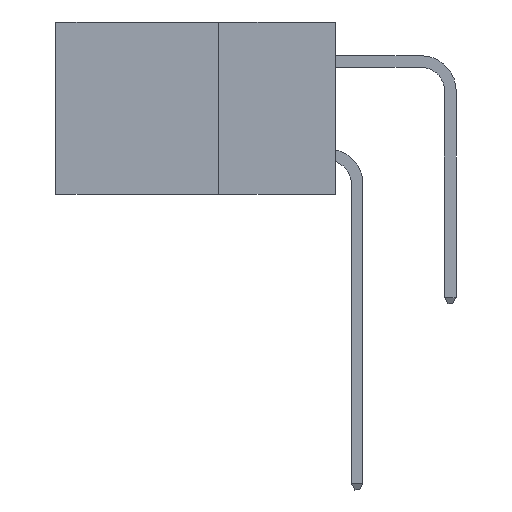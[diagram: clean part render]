
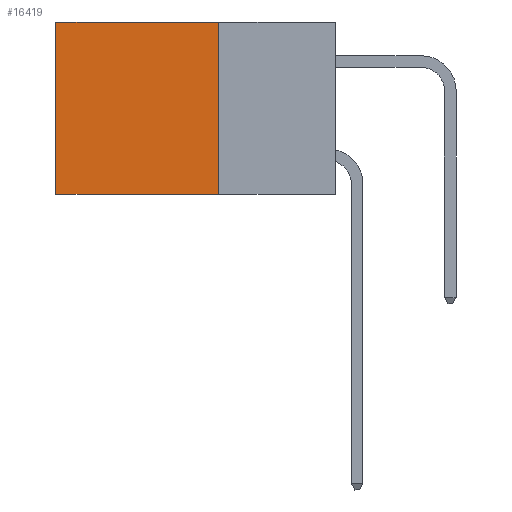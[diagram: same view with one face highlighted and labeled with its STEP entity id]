
A CAD part, left-side view. The second image highlights one B-rep face of the part: STEP entity #16419.
In plain terms, the highlighted planar face has unit normal (-1, 0, 0).
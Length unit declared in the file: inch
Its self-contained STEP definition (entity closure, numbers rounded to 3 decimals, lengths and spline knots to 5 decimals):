
#206 = CARTESIAN_POINT ( 'NONE',  ( 0.2875, 0.25, -0.37 ) ) ;
#790 = CARTESIAN_POINT ( 'NONE',  ( 0.2875, 0.25, 0. ) ) ;
#1390 = AXIS2_PLACEMENT_3D ( 'NONE', #8019, #15081, #8103 ) ;
#1720 = CARTESIAN_POINT ( 'NONE',  ( 0.2875, 0.6, 0. ) ) ;
#2530 = LINE ( 'NONE', #790, #10889 ) ;
#2590 = CARTESIAN_POINT ( 'NONE',  ( 0.2875, 0.25, 0. ) ) ;
#2997 = DIRECTION ( 'NONE',  ( 0., 0., -1. ) ) ;
#3075 = PLANE ( 'NONE',  #1390 ) ;
#3675 = FACE_OUTER_BOUND ( 'NONE', #4997, .T. ) ;
#4593 = VERTEX_POINT ( 'NONE', #1720 ) ;
#4722 = EDGE_CURVE ( 'NONE', #4593, #17442, #10586, .T. ) ;
#4997 = EDGE_LOOP ( 'NONE', ( #5868, #20915, #15526, #14355 ) ) ;
#5868 = ORIENTED_EDGE ( 'NONE', *, *, #4722, .T. ) ;
#8019 = CARTESIAN_POINT ( 'NONE',  ( 0.2875, 0.25, 0. ) ) ;
#8103 = DIRECTION ( 'NONE',  ( 0., 0., -1. ) ) ;
#8297 = CARTESIAN_POINT ( 'NONE',  ( 0.2875, 0.25, 0. ) ) ;
#8881 = DIRECTION ( 'NONE',  ( 0., 0., -1. ) ) ;
#10024 = VERTEX_POINT ( 'NONE', #206 ) ;
#10586 = LINE ( 'NONE', #12520, #16232 ) ;
#10889 = VECTOR ( 'NONE', #19837, 39.37008 ) ;
#11644 = CARTESIAN_POINT ( 'NONE',  ( 0.2875, 0.6, -0.37 ) ) ;
#12520 = CARTESIAN_POINT ( 'NONE',  ( 0.2875, 0.6, 0. ) ) ;
#13094 = EDGE_CURVE ( 'NONE', #16939, #10024, #15862, .T. ) ;
#14355 = ORIENTED_EDGE ( 'NONE', *, *, #21582, .T. ) ;
#15081 = DIRECTION ( 'NONE',  ( 1., 0., 0. ) ) ;
#15526 = ORIENTED_EDGE ( 'NONE', *, *, #13094, .F. ) ;
#15774 = DIRECTION ( 'NONE',  ( 0., 1., 0. ) ) ;
#15862 = LINE ( 'NONE', #8297, #22057 ) ;
#16232 = VECTOR ( 'NONE', #8881, 39.37008 ) ;
#16419 = ADVANCED_FACE ( 'NONE', ( #3675 ), #3075, .F. ) ;
#16939 = VERTEX_POINT ( 'NONE', #2590 ) ;
#17354 = EDGE_CURVE ( 'NONE', #10024, #17442, #17641, .T. ) ;
#17442 = VERTEX_POINT ( 'NONE', #11644 ) ;
#17641 = LINE ( 'NONE', #20532, #19010 ) ;
#19010 = VECTOR ( 'NONE', #15774, 39.37008 ) ;
#19837 = DIRECTION ( 'NONE',  ( 0., 1., 0. ) ) ;
#20532 = CARTESIAN_POINT ( 'NONE',  ( 0.2875, 0.25, -0.37 ) ) ;
#20915 = ORIENTED_EDGE ( 'NONE', *, *, #17354, .F. ) ;
#21582 = EDGE_CURVE ( 'NONE', #16939, #4593, #2530, .T. ) ;
#22057 = VECTOR ( 'NONE', #2997, 39.37008 ) ;
